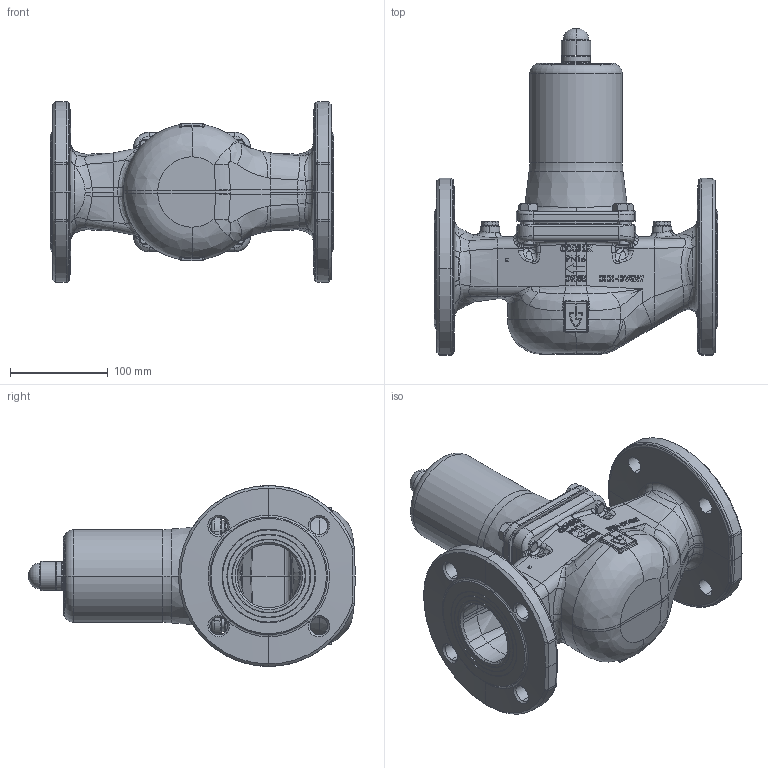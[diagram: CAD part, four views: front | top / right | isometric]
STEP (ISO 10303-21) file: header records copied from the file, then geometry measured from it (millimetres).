
FILE_DESCRIPTION (( 'STEP AP214' ), '1' );
FILE_NAME ('631mGFO-65 PN16 Dummy.STEP', '2012-03-21T08:32:11', ( 'Blankenhorn' ), ( '' ), 'SwSTEP 2.0', 'SolidWorks 2011', '' );
FILE_SCHEMA (( 'AUTOMOTIVE_DESIGN' ));
Length unit declared in the file: millimetre
Products named in the file (1): 631mGFO-65 PN16 Dummy
Bounding box: 290 x 334 x 185 mm (x, y, z)
Volume: 1812963 mm3; surface area: 467637.8 mm2
Topology: 10 solids, 10 shells, 2772 faces, 7202 edges, 4556 vertices
Faces by surface type: bspline 1082, plane 1062, cylinder 332, cone 231, torus 57, sphere 8
Entity records: 190165 total; most frequent: CARTESIAN_POINT 100005, ORIENTED_EDGE 14368, DIRECTION 9200, EDGE_CURVE 7184, VERTEX_POINT 4556, LINE 3418, VECTOR 3418, EDGE_LOOP 2942
